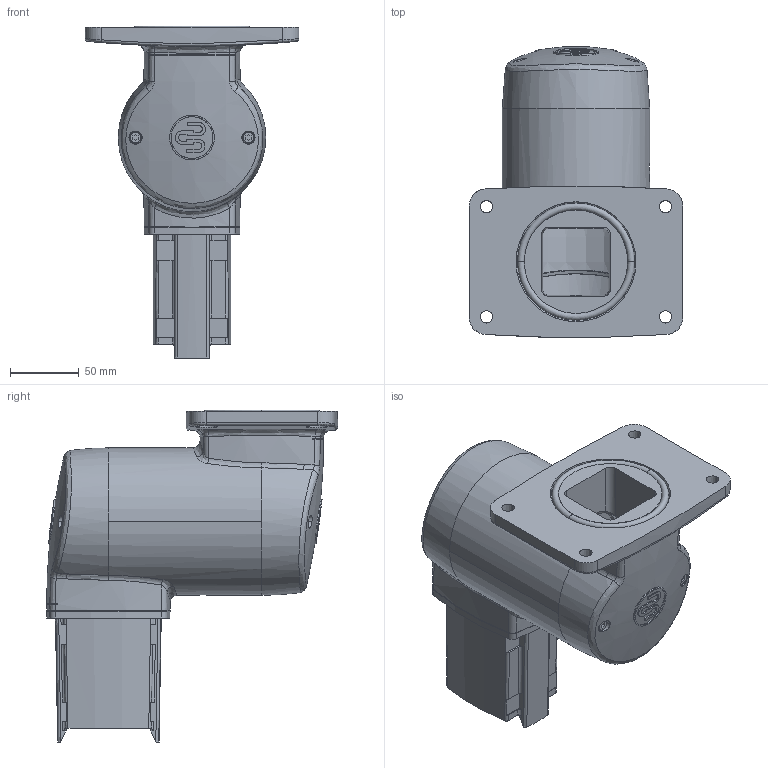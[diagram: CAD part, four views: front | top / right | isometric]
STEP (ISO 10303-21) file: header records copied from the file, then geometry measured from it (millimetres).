
FILE_DESCRIPTION((''),'2;1');
FILE_NAME('MCO90083107_SW0001','2009-03-04T',('K.Herdt'),(''),'PRO/ENGINEER BY PARAMETRIC TECHNOLOGY CORPORATION, 2005070','PRO/ENGINEER BY PARAMETRIC TECHNOLOGY CORPORATION, 2005070','');
FILE_SCHEMA(('AUTOMOTIVE_DESIGN_CC2 { 1 2 10303 214 -1 1 5 2 }'));
Products named in the file (1): MCO90083107_SW0001
Bounding box: 155 x 211.47 x 240.99 mm (x, y, z)
Volume: 1121037.7 mm3; surface area: 276928.3 mm2
Topology: 1 solids, 1 shells, 995 faces, 2547 edges, 1603 vertices
Faces by surface type: plane 360, cylinder 307, bspline 140, cone 97, torus 67, sphere 20, extrusion 4
Entity records: 62565 total; most frequent: CARTESIAN_POINT 24968, ORIENTED_EDGE 5080, DIRECTION 4422, PRESENTATION_STYLE_ASSIGNMENT 3447, STYLED_ITEM 2549, CURVE_STYLE 2548, EDGE_CURVE 2540, AXIS2_PLACEMENT_3D 1681
